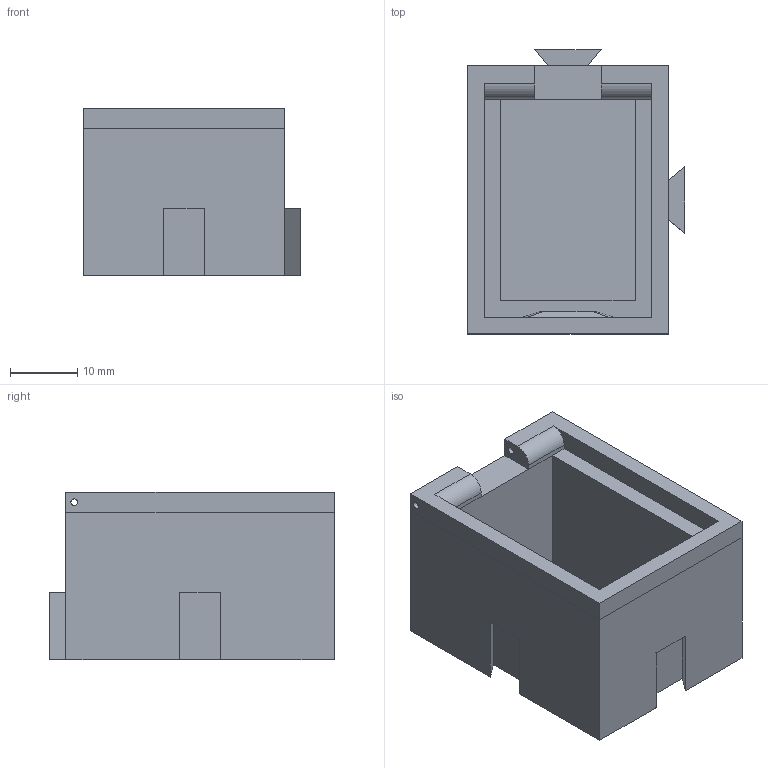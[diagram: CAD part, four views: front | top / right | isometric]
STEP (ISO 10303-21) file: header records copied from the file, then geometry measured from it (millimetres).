
FILE_DESCRIPTION(('FreeCAD Model'),'2;1');
FILE_NAME('box_20mm_20mm_20mm.step', '2020-09-19T22:24:32',('Author'),(''), 'Open CASCADE STEP processor 7.4','FreeCAD','Unknown');
FILE_SCHEMA(('AUTOMOTIVE_DESIGN { 1 0 10303 214 1 1 1 1 }'));
Length unit declared in the file: millimetre
Products named in the file (2): box; SOLID
Assembly tree (1 placements, depth 2):
  box
    SOLID
Bounding box: 32.4 x 42.4 x 25 mm (x, y, z)
Volume: 15348.7 mm3; surface area: 8764.2 mm2
Topology: 1 solids, 1 shells, 52 faces, 135 edges, 86 vertices
Faces by surface type: plane 44, cylinder 4, bspline 4
Full cylindrical faces by diameter (mm): 1 x2
Entity records: 3396 total; most frequent: CARTESIAN_POINT 643, DIRECTION 503, LINE 375, VECTOR 375, ORIENTED_EDGE 270, PCURVE 270, DEFINITIONAL_REPRESENTATION 270, EDGE_CURVE 135
